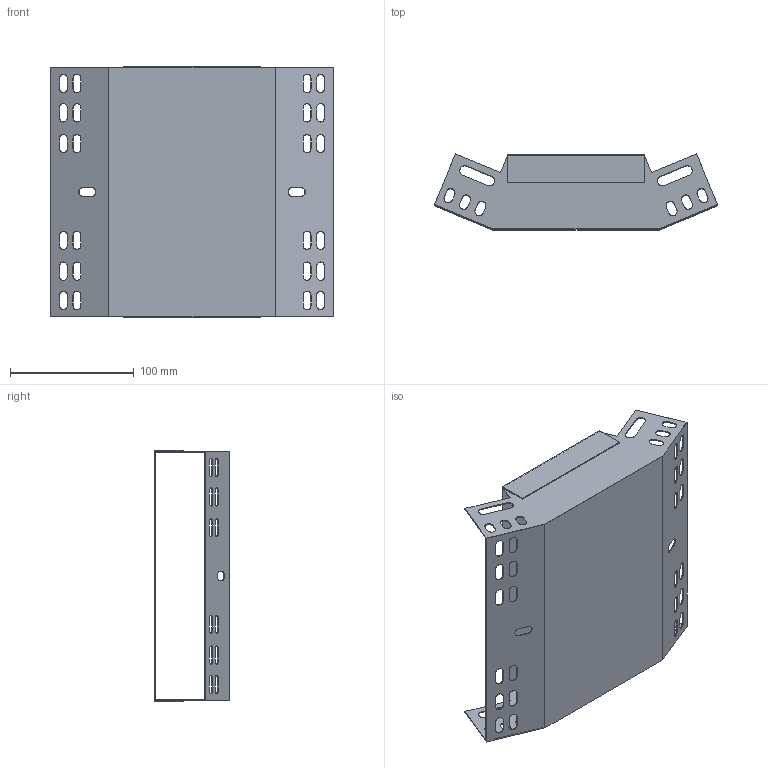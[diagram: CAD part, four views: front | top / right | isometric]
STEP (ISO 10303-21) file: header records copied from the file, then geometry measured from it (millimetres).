
FILE_DESCRIPTION (( 'STEP AP203' ), '1' );
FILE_NAME ('CLP3V-060-200 Ïîâîðîò íà 45 ãð. âåðòèêàëüíûé âíóòðåííèé 60õ200.STEP', '2016-03-09T09:24:07', ( '' ), ( '' ), 'SwSTEP 2.0', 'SolidWorks 2014', '' );
FILE_SCHEMA (( 'CONFIG_CONTROL_DESIGN' ));
Length unit declared in the file: millimetre
Products named in the file (1): CLP3V-060-200 Ïîâîðîò íà 45 ãð. âåðòèêàëüíûé âíóòðåííèé 60õ200
Bounding box: 229.23 x 61.22 x 203.2 mm (x, y, z)
Volume: 75043.8 mm3; surface area: 190317.3 mm2
Topology: 2 solids, 2 shells, 200 faces, 588 edges, 392 vertices
Faces by surface type: plane 116, cylinder 84
Entity records: 6923 total; most frequent: CARTESIAN_POINT 1181, ORIENTED_EDGE 1176, DIRECTION 1158, EDGE_CURVE 588, LINE 420, VECTOR 420, VERTEX_POINT 392, AXIS2_PLACEMENT_3D 369
